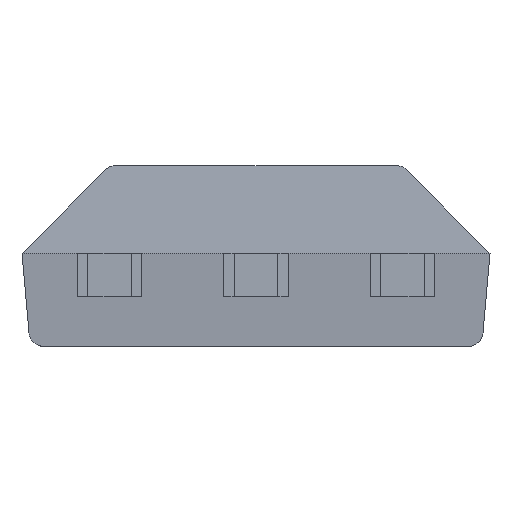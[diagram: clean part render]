
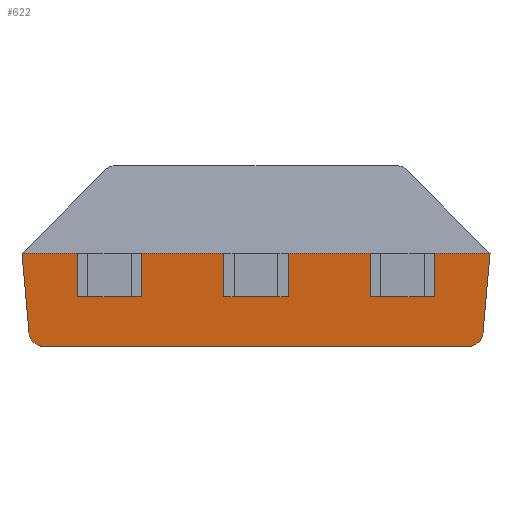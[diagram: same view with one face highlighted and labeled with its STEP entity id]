
A CAD part, front view. The second image highlights one B-rep face of the part: STEP entity #622.
In plain terms, the highlighted planar face has unit normal (0, -0.996, -0.087).
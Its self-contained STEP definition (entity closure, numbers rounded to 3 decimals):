
#20 = VERTEX_POINT ( 'NONE', #1724 ) ;
#97 = CARTESIAN_POINT ( 'NONE',  ( -1.97, 1.71, -0.666 ) ) ;
#110 = FACE_OUTER_BOUND ( 'NONE', #761, .T. ) ;
#162 = DIRECTION ( 'NONE',  ( -0.087, 0.087, -0.992 ) ) ;
#165 = CARTESIAN_POINT ( 'NONE',  ( 1.97, 1.71, -0.666 ) ) ;
#195 = DIRECTION ( 'NONE',  ( 0., -0.087, 0.996 ) ) ;
#263 = CARTESIAN_POINT ( 'NONE',  ( -1.97, 1.71, -0.666 ) ) ;
#283 = CARTESIAN_POINT ( 'NONE',  ( -1.963, 1.717, -0.737 ) ) ;
#319 = CARTESIAN_POINT ( 'NONE',  ( -1.84, 1.721, -0.785 ) ) ;
#340 = EDGE_CURVE ( 'NONE', #1057, #1543, #819, .T. ) ;
#373 = EDGE_CURVE ( 'NONE', #1672, #1057, #854, .T. ) ;
#404 = VECTOR ( 'NONE', #770, 1000. ) ;
#420 = PLANE ( 'NONE',  #810 ) ;
#428 = ORIENTED_EDGE ( 'NONE', *, *, #340, .F. ) ;
#461 = CARTESIAN_POINT ( 'NONE',  ( 1.911, 1.721, -0.785 ) ) ;
#474 = EDGE_CURVE ( 'NONE', #1493, #20, #795, .T. ) ;
#511 = CARTESIAN_POINT ( 'NONE',  ( 1.84, 1.721, -0.785 ) ) ;
#560 = CARTESIAN_POINT ( 'NONE',  ( 2.007, 1.673, -0.242 ) ) ;
#597 = CARTESIAN_POINT ( 'NONE',  ( 1.84, 1.721, -0.785 ) ) ;
#622 = ADVANCED_FACE ( 'NONE', ( #110 ), #420, .F. ) ;
#630 = CARTESIAN_POINT ( 'NONE',  ( -1.84, 1.721, -0.785 ) ) ;
#694 = DIRECTION ( 'NONE',  ( 0., 0.996, 0.087 ) ) ;
#717 = DIRECTION ( 'NONE',  ( -1., 0., 0. ) ) ;
#721 = CARTESIAN_POINT ( 'NONE',  ( 1.963, 1.717, -0.737 ) ) ;
#728 = ORIENTED_EDGE ( 'NONE', *, *, #1657, .F. ) ;
#741 = VECTOR ( 'NONE', #1384, 1000. ) ;
#761 = EDGE_LOOP ( 'NONE', ( #728, #428, #899, #842, #1569, #909 ) ) ;
#770 = DIRECTION ( 'NONE',  ( -0.087, -0.087, 0.992 ) ) ;
#795 = LINE ( 'NONE', #912, #404 ) ;
#810 = AXIS2_PLACEMENT_3D ( 'NONE', #1247, #694, #195 ) ;
#819 = LINE ( 'NONE', #319, #1245 ) ;
#842 = ORIENTED_EDGE ( 'NONE', *, *, #1373, .F. ) ;
#854 =( BOUNDED_CURVE ( )  B_SPLINE_CURVE ( 3, ( #1011, #721, #461, #597 ),
 .UNSPECIFIED., .F., .F. ) 
 B_SPLINE_CURVE_WITH_KNOTS ( ( 4, 4 ),
 ( 1.658, 3.142 ),
 .UNSPECIFIED. ) 
 CURVE ( )  GEOMETRIC_REPRESENTATION_ITEM ( )  RATIONAL_B_SPLINE_CURVE ( ( 1., 0.825, 0.825, 1. ) ) 
 REPRESENTATION_ITEM ( '' )  );
#899 = ORIENTED_EDGE ( 'NONE', *, *, #373, .F. ) ;
#909 = ORIENTED_EDGE ( 'NONE', *, *, #474, .F. ) ;
#912 = CARTESIAN_POINT ( 'NONE',  ( -2.007, 1.673, -0.242 ) ) ;
#915 = EDGE_CURVE ( 'NONE', #20, #1219, #1525, .T. ) ;
#966 =( BOUNDED_CURVE ( )  B_SPLINE_CURVE ( 3, ( #1621, #1043, #283, #263 ),
 .UNSPECIFIED., .F., .F. ) 
 B_SPLINE_CURVE_WITH_KNOTS ( ( 4, 4 ),
 ( 3.142, 4.625 ),
 .UNSPECIFIED. ) 
 CURVE ( )  GEOMETRIC_REPRESENTATION_ITEM ( )  RATIONAL_B_SPLINE_CURVE ( ( 1., 0.825, 0.825, 1. ) ) 
 REPRESENTATION_ITEM ( '' )  );
#1011 = CARTESIAN_POINT ( 'NONE',  ( 1.97, 1.71, -0.666 ) ) ;
#1043 = CARTESIAN_POINT ( 'NONE',  ( -1.911, 1.721, -0.785 ) ) ;
#1057 = VERTEX_POINT ( 'NONE', #511 ) ;
#1174 = VECTOR ( 'NONE', #162, 1000. ) ;
#1219 = VERTEX_POINT ( 'NONE', #1386 ) ;
#1245 = VECTOR ( 'NONE', #717, 1000. ) ;
#1247 = CARTESIAN_POINT ( 'NONE',  ( -2.03, 1.737, -0.975 ) ) ;
#1373 = EDGE_CURVE ( 'NONE', #1219, #1672, #1563, .T. ) ;
#1384 = DIRECTION ( 'NONE',  ( 1., 0., 0. ) ) ;
#1386 = CARTESIAN_POINT ( 'NONE',  ( 2.03, 1.65, 0.025 ) ) ;
#1493 = VERTEX_POINT ( 'NONE', #97 ) ;
#1525 = LINE ( 'NONE', #1531, #741 ) ;
#1531 = CARTESIAN_POINT ( 'NONE',  ( -2.03, 1.65, 0.025 ) ) ;
#1543 = VERTEX_POINT ( 'NONE', #630 ) ;
#1563 = LINE ( 'NONE', #560, #1174 ) ;
#1569 = ORIENTED_EDGE ( 'NONE', *, *, #915, .F. ) ;
#1621 = CARTESIAN_POINT ( 'NONE',  ( -1.84, 1.721, -0.785 ) ) ;
#1657 = EDGE_CURVE ( 'NONE', #1543, #1493, #966, .T. ) ;
#1672 = VERTEX_POINT ( 'NONE', #165 ) ;
#1724 = CARTESIAN_POINT ( 'NONE',  ( -2.03, 1.65, 0.025 ) ) ;
